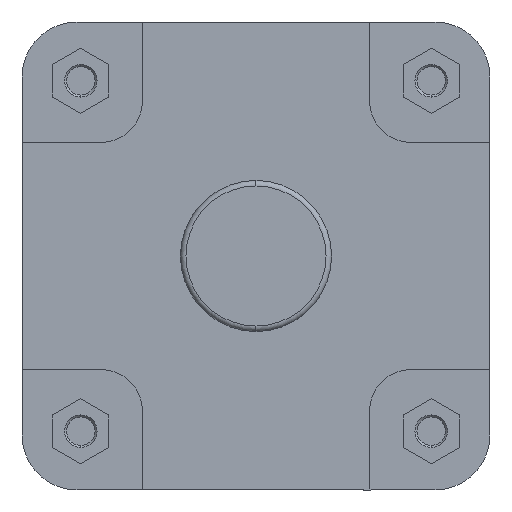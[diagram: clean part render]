
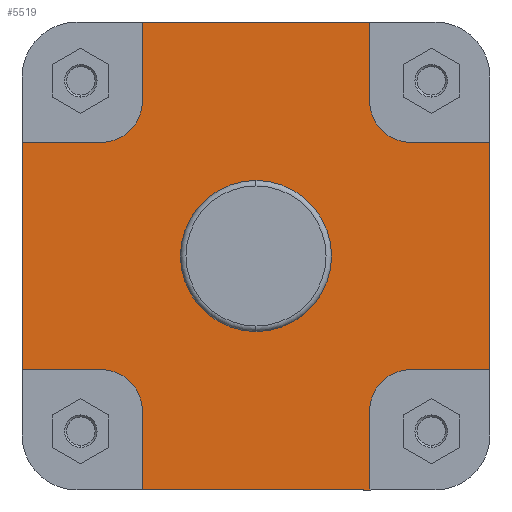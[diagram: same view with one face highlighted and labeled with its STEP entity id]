
A CAD part, left-side view. The second image highlights one B-rep face of the part: STEP entity #5519.
In plain terms, the highlighted planar face has unit normal (-1, 0, 0).
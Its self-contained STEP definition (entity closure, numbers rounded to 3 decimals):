
#105 = EDGE_LOOP ( 'NONE', ( #5806, #5875, #5901, #5920, #5916, #5928, #5832, #5910, #5925, #6058, #5898, #5954, #5950, #6074, #5978, #5963 ) ) ;
#114 = EDGE_LOOP ( 'NONE', ( #5870, #6062 ) ) ;
#638 = FACE_OUTER_BOUND ( 'NONE', #105, .T. ) ;
#640 = FACE_BOUND ( 'NONE', #114, .T. ) ;
#1348 = AXIS2_PLACEMENT_3D ( 'NONE', #2900, #2910, #2911 ) ;
#1512 = AXIS2_PLACEMENT_3D ( 'NONE', #4296, #4300, #4301 ) ;
#1524 = AXIS2_PLACEMENT_3D ( 'NONE', #4400, #4406, #4407 ) ;
#1537 = AXIS2_PLACEMENT_3D ( 'NONE', #4449, #4456, #4457 ) ;
#1539 = AXIS2_PLACEMENT_3D ( 'NONE', #4468, #4469, #4470 ) ;
#1541 = AXIS2_PLACEMENT_3D ( 'NONE', #4477, #4478, #4479 ) ;
#1542 = AXIS2_PLACEMENT_3D ( 'NONE', #4486, #4487, #4488 ) ;
#2900 = CARTESIAN_POINT ( 'NONE',  ( 16., 54.9, 0. ) ) ;
#2909 = PLANE ( 'NONE',  #1348 ) ;
#2910 = DIRECTION ( 'NONE',  ( 1., 0., 0. ) ) ;
#2911 = DIRECTION ( 'NONE',  ( 0., 0., -1. ) ) ;
#3663 = CIRCLE ( 'NONE', #1512, 54.9 ) ;
#3746 = CIRCLE ( 'NONE', #1524, 54.9 ) ;
#3761 = LINE ( 'NONE', #4460, #3775 ) ;
#3768 = LINE ( 'NONE', #4458, #3774 ) ;
#3769 = VECTOR ( 'NONE', #4459, 1000. ) ;
#3770 = LINE ( 'NONE', #4462, #3777 ) ;
#3772 = LINE ( 'NONE', #4453, #3769 ) ;
#3773 = CIRCLE ( 'NONE', #1537, 30. ) ;
#3774 = VECTOR ( 'NONE', #4461, 1000. ) ;
#3775 = VECTOR ( 'NONE', #4463, 1000. ) ;
#3777 = VECTOR ( 'NONE', #4464, 1000. ) ;
#3778 = VECTOR ( 'NONE', #4472, 1000. ) ;
#3779 = LINE ( 'NONE', #4466, #3780 ) ;
#3780 = VECTOR ( 'NONE', #4467, 1000. ) ;
#3781 = LINE ( 'NONE', #4471, #3784 ) ;
#3782 = LINE ( 'NONE', #4465, #3778 ) ;
#3783 = CIRCLE ( 'NONE', #1539, 30. ) ;
#3784 = VECTOR ( 'NONE', #4473, 1000. ) ;
#3785 = VECTOR ( 'NONE', #4481, 1000. ) ;
#3786 = LINE ( 'NONE', #4475, #3787 ) ;
#3787 = VECTOR ( 'NONE', #4476, 1000. ) ;
#3788 = LINE ( 'NONE', #4480, #3791 ) ;
#3789 = LINE ( 'NONE', #4474, #3785 ) ;
#3790 = CIRCLE ( 'NONE', #1541, 30. ) ;
#3791 = VECTOR ( 'NONE', #4482, 1000. ) ;
#3792 = VECTOR ( 'NONE', #4491, 1000. ) ;
#3793 = LINE ( 'NONE', #4484, #3794 ) ;
#3794 = VECTOR ( 'NONE', #4485, 1000. ) ;
#3797 = LINE ( 'NONE', #4483, #3792 ) ;
#3798 = CIRCLE ( 'NONE', #1542, 30. ) ;
#4296 = CARTESIAN_POINT ( 'NONE',  ( 16., 0., 0. ) ) ;
#4300 = DIRECTION ( 'NONE',  ( -1., 0., 0. ) ) ;
#4301 = DIRECTION ( 'NONE',  ( 0., 0., 1. ) ) ;
#4400 = CARTESIAN_POINT ( 'NONE',  ( 16., 0., 0. ) ) ;
#4406 = DIRECTION ( 'NONE',  ( -1., 0., 0. ) ) ;
#4407 = DIRECTION ( 'NONE',  ( 0., 0., 1. ) ) ;
#4449 = CARTESIAN_POINT ( 'NONE',  ( 16., -112.5, -112.5 ) ) ;
#4453 = CARTESIAN_POINT ( 'NONE',  ( 16., -112.5, -82.5 ) ) ;
#4456 = DIRECTION ( 'NONE',  ( -1., 0., 0. ) ) ;
#4457 = DIRECTION ( 'NONE',  ( 0., -1., 0. ) ) ;
#4458 = CARTESIAN_POINT ( 'NONE',  ( 16., -374.141, -170. ) ) ;
#4459 = DIRECTION ( 'NONE',  ( 0., 1., 0. ) ) ;
#4460 = CARTESIAN_POINT ( 'NONE',  ( 16., -82.5, -170. ) ) ;
#4461 = DIRECTION ( 'NONE',  ( 0., -1., 0. ) ) ;
#4462 = CARTESIAN_POINT ( 'NONE',  ( 16., -170., 0. ) ) ;
#4463 = DIRECTION ( 'NONE',  ( 0., 0., -1. ) ) ;
#4464 = DIRECTION ( 'NONE',  ( 0., 0., 1. ) ) ;
#4465 = CARTESIAN_POINT ( 'NONE',  ( 16., -82.5, 112.5 ) ) ;
#4466 = CARTESIAN_POINT ( 'NONE',  ( 16., -170., 82.5 ) ) ;
#4467 = DIRECTION ( 'NONE',  ( 0., -1., 0. ) ) ;
#4468 = CARTESIAN_POINT ( 'NONE',  ( 16., -112.5, 112.5 ) ) ;
#4469 = DIRECTION ( 'NONE',  ( -1., 0., 0. ) ) ;
#4470 = DIRECTION ( 'NONE',  ( 0., 0., 1. ) ) ;
#4471 = CARTESIAN_POINT ( 'NONE',  ( 16., -374.141, 170. ) ) ;
#4472 = DIRECTION ( 'NONE',  ( 0., 0., -1. ) ) ;
#4473 = DIRECTION ( 'NONE',  ( 0., -1., 0. ) ) ;
#4474 = CARTESIAN_POINT ( 'NONE',  ( 16., 112.5, 82.5 ) ) ;
#4475 = CARTESIAN_POINT ( 'NONE',  ( 16., 82.5, 170. ) ) ;
#4476 = DIRECTION ( 'NONE',  ( 0., 0., 1. ) ) ;
#4477 = CARTESIAN_POINT ( 'NONE',  ( 16., 112.5, 112.5 ) ) ;
#4478 = DIRECTION ( 'NONE',  ( -1., 0., 0. ) ) ;
#4479 = DIRECTION ( 'NONE',  ( 0., 1., 0. ) ) ;
#4480 = CARTESIAN_POINT ( 'NONE',  ( 16., 170., 0. ) ) ;
#4481 = DIRECTION ( 'NONE',  ( 0., -1., 0. ) ) ;
#4482 = DIRECTION ( 'NONE',  ( 0., 0., 1. ) ) ;
#4483 = CARTESIAN_POINT ( 'NONE',  ( 16., 82.5, -112.5 ) ) ;
#4484 = CARTESIAN_POINT ( 'NONE',  ( 16., 170., -82.5 ) ) ;
#4485 = DIRECTION ( 'NONE',  ( 0., 1., 0. ) ) ;
#4486 = CARTESIAN_POINT ( 'NONE',  ( 16., 112.5, -112.5 ) ) ;
#4487 = DIRECTION ( 'NONE',  ( -1., 0., 0. ) ) ;
#4488 = DIRECTION ( 'NONE',  ( 0., 0., -1. ) ) ;
#4491 = DIRECTION ( 'NONE',  ( 0., 0., 1. ) ) ;
#4888 = CARTESIAN_POINT ( 'NONE',  ( 16., 0., 54.9 ) ) ;
#4908 = CARTESIAN_POINT ( 'NONE',  ( 16., 82.5, -112.5 ) ) ;
#4919 = CARTESIAN_POINT ( 'NONE',  ( 16., 112.5, -82.5 ) ) ;
#4924 = CARTESIAN_POINT ( 'NONE',  ( 16., 82.5, 112.5 ) ) ;
#4962 = CARTESIAN_POINT ( 'NONE',  ( 16., 170., -82.5 ) ) ;
#5015 = CARTESIAN_POINT ( 'NONE',  ( 16., -82.5, -112.5 ) ) ;
#5023 = CARTESIAN_POINT ( 'NONE',  ( 16., -112.5, 82.5 ) ) ;
#5056 = CARTESIAN_POINT ( 'NONE',  ( 16., 0., -54.9 ) ) ;
#5057 = CARTESIAN_POINT ( 'NONE',  ( 16., -170., 82.5 ) ) ;
#5078 = CARTESIAN_POINT ( 'NONE',  ( 16., -82.5, 170. ) ) ;
#5082 = CARTESIAN_POINT ( 'NONE',  ( 16., -170., -82.5 ) ) ;
#5087 = CARTESIAN_POINT ( 'NONE',  ( 16., -82.5, -170. ) ) ;
#5099 = CARTESIAN_POINT ( 'NONE',  ( 16., 82.5, -170. ) ) ;
#5139 = CARTESIAN_POINT ( 'NONE',  ( 16., 112.5, 82.5 ) ) ;
#5148 = CARTESIAN_POINT ( 'NONE',  ( 16., 170., 82.5 ) ) ;
#5153 = CARTESIAN_POINT ( 'NONE',  ( 16., -112.5, -82.5 ) ) ;
#5199 = CARTESIAN_POINT ( 'NONE',  ( 16., -82.5, 112.5 ) ) ;
#5201 = CARTESIAN_POINT ( 'NONE',  ( 16., 82.5, 170. ) ) ;
#5519 = ADVANCED_FACE ( 'NONE', ( #640, #638 ), #2909, .F. ) ;
#5806 = ORIENTED_EDGE ( 'NONE', *, *, #6381, .T. ) ;
#5832 = ORIENTED_EDGE ( 'NONE', *, *, #6385, .F. ) ;
#5870 = ORIENTED_EDGE ( 'NONE', *, *, #6313, .F. ) ;
#5875 = ORIENTED_EDGE ( 'NONE', *, *, #6382, .F. ) ;
#5898 = ORIENTED_EDGE ( 'NONE', *, *, #6389, .F. ) ;
#5901 = ORIENTED_EDGE ( 'NONE', *, *, #6379, .F. ) ;
#5910 = ORIENTED_EDGE ( 'NONE', *, *, #6386, .F. ) ;
#5916 = ORIENTED_EDGE ( 'NONE', *, *, #6383, .T. ) ;
#5920 = ORIENTED_EDGE ( 'NONE', *, *, #6380, .F. ) ;
#5925 = ORIENTED_EDGE ( 'NONE', *, *, #6387, .F. ) ;
#5928 = ORIENTED_EDGE ( 'NONE', *, *, #6384, .F. ) ;
#5950 = ORIENTED_EDGE ( 'NONE', *, *, #6391, .F. ) ;
#5954 = ORIENTED_EDGE ( 'NONE', *, *, #6390, .F. ) ;
#5963 = ORIENTED_EDGE ( 'NONE', *, *, #6394, .F. ) ;
#5978 = ORIENTED_EDGE ( 'NONE', *, *, #6393, .F. ) ;
#6058 = ORIENTED_EDGE ( 'NONE', *, *, #6388, .F. ) ;
#6062 = ORIENTED_EDGE ( 'NONE', *, *, #6361, .F. ) ;
#6074 = ORIENTED_EDGE ( 'NONE', *, *, #6392, .F. ) ;
#6313 = EDGE_CURVE ( 'NONE', #6612, #6873, #3663, .T. ) ;
#6361 = EDGE_CURVE ( 'NONE', #6873, #6612, #3746, .T. ) ;
#6379 = EDGE_CURVE ( 'NONE', #7031, #6803, #3773, .T. ) ;
#6380 = EDGE_CURVE ( 'NONE', #6914, #7031, #3772, .T. ) ;
#6381 = EDGE_CURVE ( 'NONE', #6935, #6921, #3768, .T. ) ;
#6382 = EDGE_CURVE ( 'NONE', #6803, #6921, #3761, .T. ) ;
#6383 = EDGE_CURVE ( 'NONE', #6914, #6874, #3770, .T. ) ;
#6384 = EDGE_CURVE ( 'NONE', #6815, #6874, #3779, .T. ) ;
#6385 = EDGE_CURVE ( 'NONE', #7113, #6815, #3783, .T. ) ;
#6386 = EDGE_CURVE ( 'NONE', #6906, #7113, #3782, .T. ) ;
#6387 = EDGE_CURVE ( 'NONE', #7116, #6906, #3781, .T. ) ;
#6388 = EDGE_CURVE ( 'NONE', #6640, #7116, #3786, .T. ) ;
#6389 = EDGE_CURVE ( 'NONE', #7013, #6640, #3790, .T. ) ;
#6390 = EDGE_CURVE ( 'NONE', #7024, #7013, #3789, .T. ) ;
#6391 = EDGE_CURVE ( 'NONE', #6705, #7024, #3788, .T. ) ;
#6392 = EDGE_CURVE ( 'NONE', #6635, #6705, #3793, .T. ) ;
#6393 = EDGE_CURVE ( 'NONE', #6609, #6635, #3798, .T. ) ;
#6394 = EDGE_CURVE ( 'NONE', #6935, #6609, #3797, .T. ) ;
#6609 = VERTEX_POINT ( 'NONE', #4908 ) ;
#6612 = VERTEX_POINT ( 'NONE', #4888 ) ;
#6635 = VERTEX_POINT ( 'NONE', #4919 ) ;
#6640 = VERTEX_POINT ( 'NONE', #4924 ) ;
#6705 = VERTEX_POINT ( 'NONE', #4962 ) ;
#6803 = VERTEX_POINT ( 'NONE', #5015 ) ;
#6815 = VERTEX_POINT ( 'NONE', #5023 ) ;
#6873 = VERTEX_POINT ( 'NONE', #5056 ) ;
#6874 = VERTEX_POINT ( 'NONE', #5057 ) ;
#6906 = VERTEX_POINT ( 'NONE', #5078 ) ;
#6914 = VERTEX_POINT ( 'NONE', #5082 ) ;
#6921 = VERTEX_POINT ( 'NONE', #5087 ) ;
#6935 = VERTEX_POINT ( 'NONE', #5099 ) ;
#7013 = VERTEX_POINT ( 'NONE', #5139 ) ;
#7024 = VERTEX_POINT ( 'NONE', #5148 ) ;
#7031 = VERTEX_POINT ( 'NONE', #5153 ) ;
#7113 = VERTEX_POINT ( 'NONE', #5199 ) ;
#7116 = VERTEX_POINT ( 'NONE', #5201 ) ;
